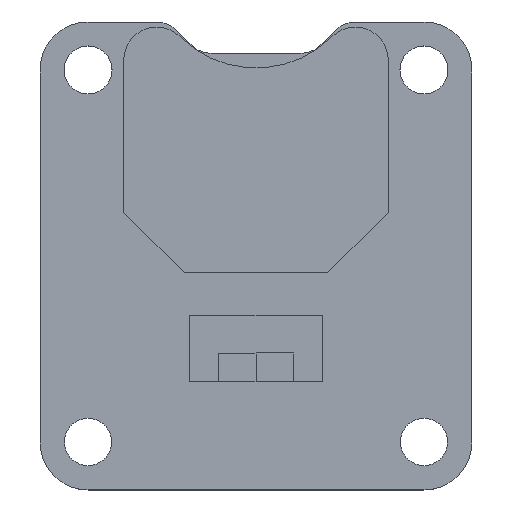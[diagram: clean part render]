
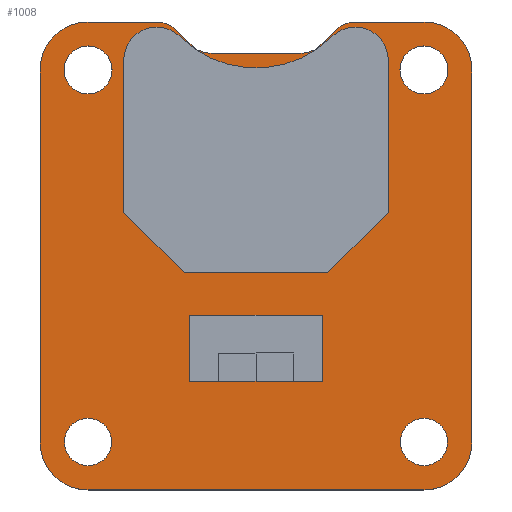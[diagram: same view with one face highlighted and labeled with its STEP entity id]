
A CAD part, top view. The second image highlights one B-rep face of the part: STEP entity #1008.
In plain terms, the highlighted planar face has unit normal (0, 0, 1).
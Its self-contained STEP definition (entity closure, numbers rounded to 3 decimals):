
#19=FACE_BOUND('',#125,.T.);
#20=FACE_BOUND('',#126,.T.);
#21=FACE_BOUND('',#127,.T.);
#22=FACE_BOUND('',#128,.T.);
#29=PLANE('',#1082);
#68=FACE_OUTER_BOUND('',#124,.T.);
#124=EDGE_LOOP('',(#700,#701,#702,#703,#704,#705,#706,#707,#708,#709,#710,
#711,#712,#713,#714,#715));
#125=EDGE_LOOP('',(#716));
#126=EDGE_LOOP('',(#717));
#127=EDGE_LOOP('',(#718));
#128=EDGE_LOOP('',(#719));
#189=LINE('',#1480,#301);
#192=LINE('',#1486,#304);
#193=LINE('',#1490,#305);
#194=LINE('',#1494,#306);
#195=LINE('',#1498,#307);
#196=LINE('',#1502,#308);
#197=LINE('',#1506,#309);
#198=LINE('',#1510,#310);
#301=VECTOR('',#1182,10.);
#304=VECTOR('',#1187,10.);
#305=VECTOR('',#1190,10.);
#306=VECTOR('',#1193,10.);
#307=VECTOR('',#1196,10.);
#308=VECTOR('',#1199,10.);
#309=VECTOR('',#1202,10.);
#310=VECTOR('',#1205,10.);
#412=CIRCLE('',#1080,1.5);
#413=CIRCLE('',#1083,2.54);
#414=CIRCLE('',#1084,2.54);
#415=CIRCLE('',#1085,2.54);
#416=CIRCLE('',#1086,2.54);
#417=CIRCLE('',#1087,1.5);
#418=CIRCLE('',#1088,1.5);
#419=CIRCLE('',#1089,1.5);
#420=CIRCLE('',#1090,1.27);
#421=CIRCLE('',#1091,1.25);
#422=CIRCLE('',#1092,1.27);
#423=CIRCLE('',#1093,1.25);
#449=VERTEX_POINT('',#1473);
#450=VERTEX_POINT('',#1475);
#451=VERTEX_POINT('',#1479);
#453=VERTEX_POINT('',#1485);
#454=VERTEX_POINT('',#1487);
#455=VERTEX_POINT('',#1489);
#456=VERTEX_POINT('',#1491);
#457=VERTEX_POINT('',#1493);
#458=VERTEX_POINT('',#1495);
#459=VERTEX_POINT('',#1497);
#460=VERTEX_POINT('',#1499);
#461=VERTEX_POINT('',#1501);
#462=VERTEX_POINT('',#1503);
#463=VERTEX_POINT('',#1505);
#464=VERTEX_POINT('',#1507);
#465=VERTEX_POINT('',#1509);
#466=VERTEX_POINT('',#1512);
#467=VERTEX_POINT('',#1514);
#468=VERTEX_POINT('',#1516);
#469=VERTEX_POINT('',#1518);
#546=EDGE_CURVE('',#449,#450,#412,.T.);
#548=EDGE_CURVE('',#451,#450,#189,.T.);
#551=EDGE_CURVE('',#449,#453,#192,.T.);
#552=EDGE_CURVE('',#454,#453,#413,.T.);
#553=EDGE_CURVE('',#454,#455,#193,.T.);
#554=EDGE_CURVE('',#456,#455,#414,.T.);
#555=EDGE_CURVE('',#456,#457,#194,.T.);
#556=EDGE_CURVE('',#458,#457,#415,.T.);
#557=EDGE_CURVE('',#458,#459,#195,.T.);
#558=EDGE_CURVE('',#460,#459,#416,.T.);
#559=EDGE_CURVE('',#460,#461,#196,.T.);
#560=EDGE_CURVE('',#462,#461,#417,.T.);
#561=EDGE_CURVE('',#462,#463,#197,.T.);
#562=EDGE_CURVE('',#464,#463,#418,.T.);
#563=EDGE_CURVE('',#464,#465,#198,.T.);
#564=EDGE_CURVE('',#451,#465,#419,.T.);
#565=EDGE_CURVE('',#466,#466,#420,.T.);
#566=EDGE_CURVE('',#467,#467,#421,.T.);
#567=EDGE_CURVE('',#468,#468,#422,.T.);
#568=EDGE_CURVE('',#469,#469,#423,.T.);
#700=ORIENTED_EDGE('',*,*,#546,.F.);
#701=ORIENTED_EDGE('',*,*,#551,.T.);
#702=ORIENTED_EDGE('',*,*,#552,.F.);
#703=ORIENTED_EDGE('',*,*,#553,.T.);
#704=ORIENTED_EDGE('',*,*,#554,.F.);
#705=ORIENTED_EDGE('',*,*,#555,.T.);
#706=ORIENTED_EDGE('',*,*,#556,.F.);
#707=ORIENTED_EDGE('',*,*,#557,.T.);
#708=ORIENTED_EDGE('',*,*,#558,.F.);
#709=ORIENTED_EDGE('',*,*,#559,.T.);
#710=ORIENTED_EDGE('',*,*,#560,.F.);
#711=ORIENTED_EDGE('',*,*,#561,.T.);
#712=ORIENTED_EDGE('',*,*,#562,.F.);
#713=ORIENTED_EDGE('',*,*,#563,.T.);
#714=ORIENTED_EDGE('',*,*,#564,.F.);
#715=ORIENTED_EDGE('',*,*,#548,.T.);
#716=ORIENTED_EDGE('',*,*,#565,.T.);
#717=ORIENTED_EDGE('',*,*,#566,.T.);
#718=ORIENTED_EDGE('',*,*,#567,.T.);
#719=ORIENTED_EDGE('',*,*,#568,.T.);
#1008=ADVANCED_FACE('',(#68,#19,#20,#21,#22),#29,.T.);
#1080=AXIS2_PLACEMENT_3D('',#1476,#1177,#1178);
#1082=AXIS2_PLACEMENT_3D('',#1484,#1185,#1186);
#1083=AXIS2_PLACEMENT_3D('',#1488,#1188,#1189);
#1084=AXIS2_PLACEMENT_3D('',#1492,#1191,#1192);
#1085=AXIS2_PLACEMENT_3D('',#1496,#1194,#1195);
#1086=AXIS2_PLACEMENT_3D('',#1500,#1197,#1198);
#1087=AXIS2_PLACEMENT_3D('',#1504,#1200,#1201);
#1088=AXIS2_PLACEMENT_3D('',#1508,#1203,#1204);
#1089=AXIS2_PLACEMENT_3D('',#1511,#1206,#1207);
#1090=AXIS2_PLACEMENT_3D('',#1513,#1208,#1209);
#1091=AXIS2_PLACEMENT_3D('',#1515,#1210,#1211);
#1092=AXIS2_PLACEMENT_3D('',#1517,#1212,#1213);
#1093=AXIS2_PLACEMENT_3D('',#1519,#1214,#1215);
#1177=DIRECTION('center_axis',(0.,0.,-1.));
#1178=DIRECTION('ref_axis',(0.383,0.924,0.));
#1182=DIRECTION('',(-0.707,0.707,0.));
#1185=DIRECTION('center_axis',(0.,0.,1.));
#1186=DIRECTION('ref_axis',(1.,0.,0.));
#1187=DIRECTION('',(-1.,0.,0.));
#1188=DIRECTION('center_axis',(0.,0.,-1.));
#1189=DIRECTION('ref_axis',(-0.707,0.707,0.));
#1190=DIRECTION('',(0.,-1.,0.));
#1191=DIRECTION('center_axis',(0.,0.,-1.));
#1192=DIRECTION('ref_axis',(-0.707,-0.707,0.));
#1193=DIRECTION('',(1.,0.,0.));
#1194=DIRECTION('center_axis',(0.,0.,-1.));
#1195=DIRECTION('ref_axis',(0.707,-0.707,0.));
#1196=DIRECTION('',(0.,1.,0.));
#1197=DIRECTION('center_axis',(0.,0.,-1.));
#1198=DIRECTION('ref_axis',(0.707,0.707,0.));
#1199=DIRECTION('',(-1.,0.,0.));
#1200=DIRECTION('center_axis',(0.,0.,-1.));
#1201=DIRECTION('ref_axis',(-0.383,0.924,0.));
#1202=DIRECTION('',(-0.707,-0.707,0.));
#1203=DIRECTION('center_axis',(0.,0.,1.));
#1204=DIRECTION('ref_axis',(0.383,-0.924,0.));
#1205=DIRECTION('',(-1.,0.,0.));
#1206=DIRECTION('center_axis',(0.,0.,1.));
#1207=DIRECTION('ref_axis',(-0.383,-0.924,0.));
#1208=DIRECTION('center_axis',(0.,0.,-1.));
#1209=DIRECTION('ref_axis',(1.,0.,0.));
#1210=DIRECTION('center_axis',(0.,0.,-1.));
#1211=DIRECTION('ref_axis',(1.,0.,0.));
#1212=DIRECTION('center_axis',(0.,0.,-1.));
#1213=DIRECTION('ref_axis',(1.,0.,0.));
#1214=DIRECTION('center_axis',(0.,0.,-1.));
#1215=DIRECTION('ref_axis',(1.,0.,0.));
#1473=CARTESIAN_POINT('',(6.158,24.765,1.6));
#1475=CARTESIAN_POINT('',(7.218,24.326,1.6));
#1476=CARTESIAN_POINT('Origin',(6.158,23.265,1.6));
#1479=CARTESIAN_POINT('',(7.991,23.553,1.6));
#1480=CARTESIAN_POINT('',(11.863,19.681,1.6));
#1484=CARTESIAN_POINT('Origin',(11.43,12.383,1.6));
#1485=CARTESIAN_POINT('',(2.54,24.765,1.6));
#1486=CARTESIAN_POINT('',(22.86,24.765,1.6));
#1487=CARTESIAN_POINT('',(0.,22.225,1.6));
#1488=CARTESIAN_POINT('Origin',(2.54,22.225,1.6));
#1489=CARTESIAN_POINT('',(0.,2.54,1.6));
#1490=CARTESIAN_POINT('',(0.,24.765,1.6));
#1491=CARTESIAN_POINT('',(2.54,0.,1.6));
#1492=CARTESIAN_POINT('Origin',(2.54,2.54,1.6));
#1493=CARTESIAN_POINT('',(20.32,0.,1.6));
#1494=CARTESIAN_POINT('',(0.,0.,1.6));
#1495=CARTESIAN_POINT('',(22.86,2.54,1.6));
#1496=CARTESIAN_POINT('Origin',(20.32,2.54,1.6));
#1497=CARTESIAN_POINT('',(22.86,22.225,1.6));
#1498=CARTESIAN_POINT('',(22.86,0.,1.6));
#1499=CARTESIAN_POINT('',(20.32,24.765,1.6));
#1500=CARTESIAN_POINT('Origin',(20.32,22.225,1.6));
#1501=CARTESIAN_POINT('',(16.702,24.765,1.6));
#1502=CARTESIAN_POINT('',(22.86,24.765,1.6));
#1503=CARTESIAN_POINT('',(15.642,24.326,1.6));
#1504=CARTESIAN_POINT('Origin',(16.702,23.265,1.6));
#1505=CARTESIAN_POINT('',(14.869,23.553,1.6));
#1506=CARTESIAN_POINT('',(11.823,20.507,1.6));
#1507=CARTESIAN_POINT('',(13.809,23.114,1.6));
#1508=CARTESIAN_POINT('Origin',(13.809,24.614,1.6));
#1509=CARTESIAN_POINT('',(9.051,23.114,1.6));
#1510=CARTESIAN_POINT('',(12.93,23.114,1.6));
#1511=CARTESIAN_POINT('Origin',(9.051,24.614,1.6));
#1512=CARTESIAN_POINT('',(19.05,22.225,1.6));
#1513=CARTESIAN_POINT('Origin',(20.32,22.225,1.6));
#1514=CARTESIAN_POINT('',(19.07,2.54,1.6));
#1515=CARTESIAN_POINT('Origin',(20.32,2.54,1.6));
#1516=CARTESIAN_POINT('',(1.27,22.225,1.6));
#1517=CARTESIAN_POINT('Origin',(2.54,22.225,1.6));
#1518=CARTESIAN_POINT('',(1.29,2.54,1.6));
#1519=CARTESIAN_POINT('Origin',(2.54,2.54,1.6));
